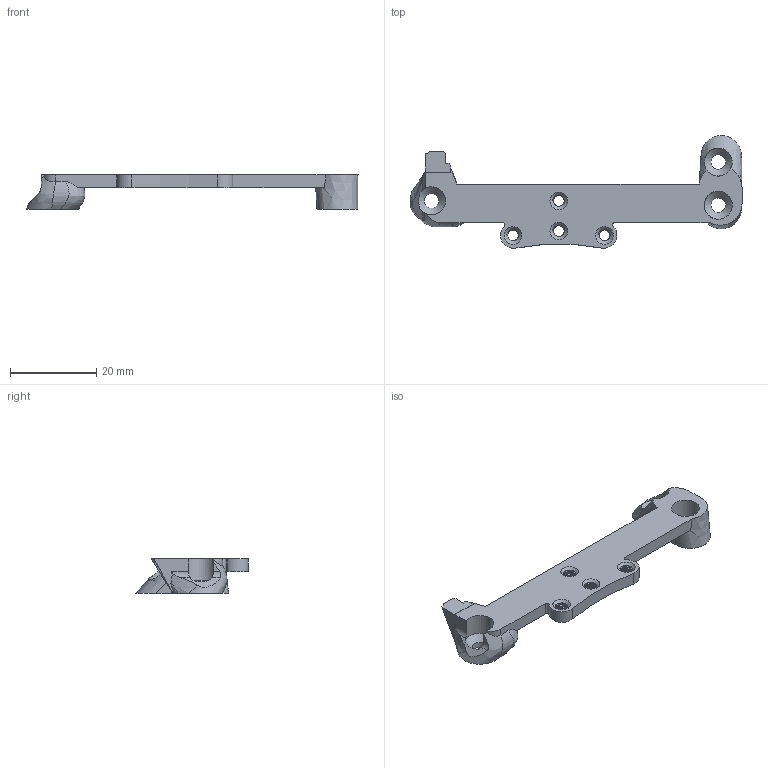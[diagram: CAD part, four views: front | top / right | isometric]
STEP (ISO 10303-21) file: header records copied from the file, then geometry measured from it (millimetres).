
FILE_DESCRIPTION(('FreeCAD Model'),'2;1');
FILE_NAME('Open CASCADE Shape Model','2024-06-17T08:00:56',(''),(''), 'Open CASCADE STEP processor 7.6','FreeCAD','Unknown');
FILE_SCHEMA(('AUTOMOTIVE_DESIGN { 1 0 10303 214 1 1 1 1 }'));
Length unit declared in the file: millimetre
Products named in the file (1): Pocket053032731
Bounding box: 76.99 x 26.13 x 8 mm (x, y, z)
Volume: 3394.2 mm3; surface area: 3179.4 mm2
Topology: 1 solids, 1 shells, 156 faces, 388 edges, 232 vertices
Faces by surface type: bspline 86, cylinder 39, plane 24, cone 7
Full cylindrical faces by diameter (mm): 2.52 x16, 3.4 x3, 6.5 x2
Entity records: 27175 total; most frequent: CARTESIAN_POINT 20716, ORIENTED_EDGE 776, PCURVE 776, DEFINITIONAL_REPRESENTATION 776, DIRECTION 721, B_SPLINE_CURVE_WITH_KNOTS 617, LINE 441, VECTOR 441
